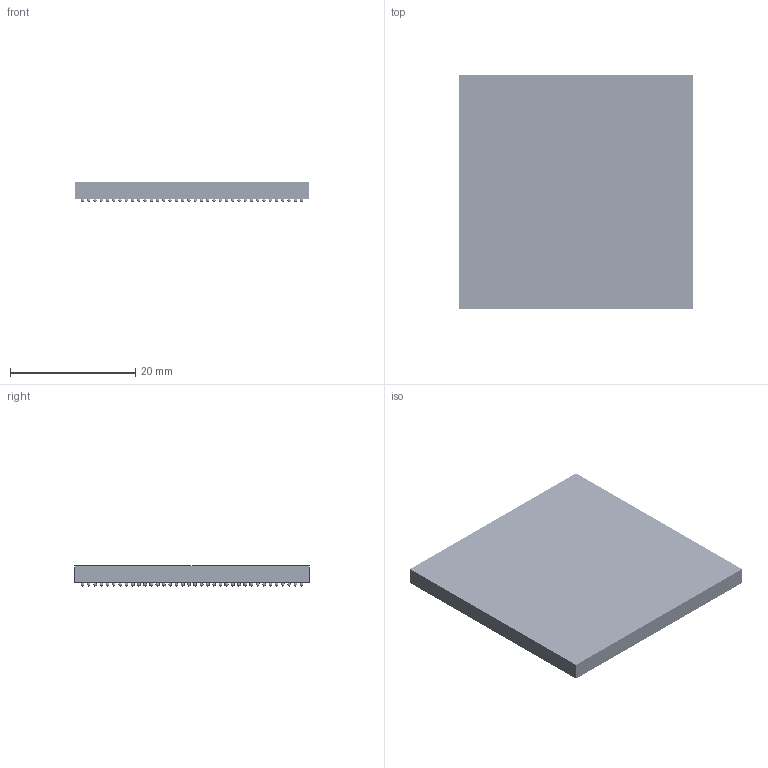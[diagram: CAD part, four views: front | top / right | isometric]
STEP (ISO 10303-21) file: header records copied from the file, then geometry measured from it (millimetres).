
FILE_DESCRIPTION(/* description */ ('model of BGA-1295_37.5x37.5mm_Layout36x36_P1.0mm'),/* implementation_level */ '2;1');
FILE_NAME(/* name */ 'BGA-1295_37.5x37.5mm_Layout36x36_P1.0mm.step',/* time_stamp */ '1970-01-01T00:00:00',/* author */ ('KiCAD','kicad'),/* organization */ ('OCCT'),/* preprocessor_version */ '',/* originating_system */ 'KiCAD',/* authorisation */ '');
FILE_SCHEMA(('AUTOMOTIVE_DESIGN { 1 0 10303 214 1 1 1 1 }'));
Length unit declared in the file: millimetre
Products named in the file (1): BGA-1295_37.5x37.5mm_Layout36x36_P1.0mm
Bounding box: 37.5 x 37.5 x 3.2 mm (x, y, z)
Volume: 3880.8 mm3; surface area: 4284.6 mm2
Topology: 1 solids, 1 shells, 1303 faces, 3900 edges, 2600 vertices
Faces by surface type: sphere 1295, plane 7, cylinder 1
Full cylindrical faces by diameter (mm): 3.75 x1
Entity records: 31260 total; most frequent: CARTESIAN_POINT 5193, ORIENTED_EDGE 3908, AXIS2_PLACEMENT_3D 3895, EDGE_CURVE 2605, VERTEX_POINT 2600, FACE_BOUND 2599, EDGE_LOOP 2599, CIRCLE 2592
